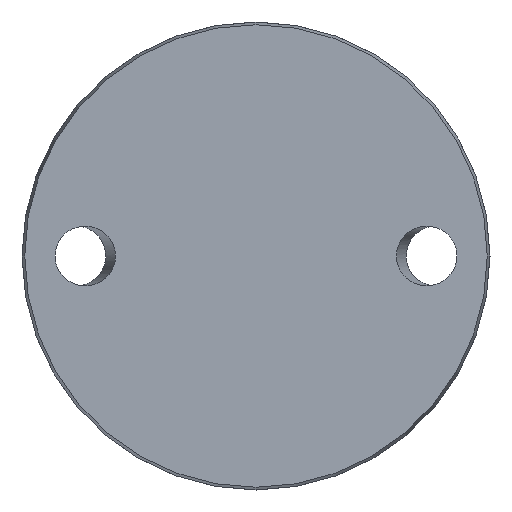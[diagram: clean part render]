
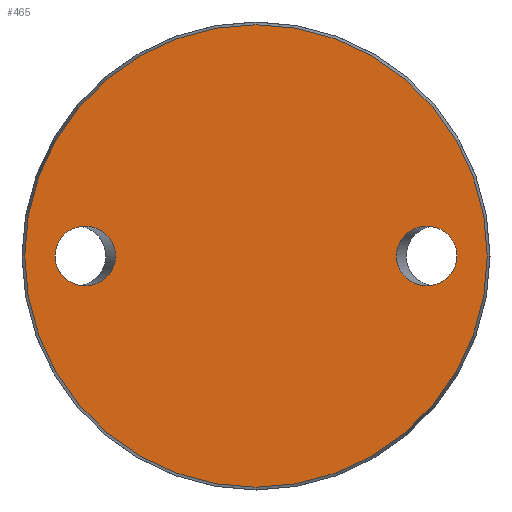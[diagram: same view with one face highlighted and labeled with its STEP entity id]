
A CAD part, front view. The second image highlights one B-rep face of the part: STEP entity #465.
In plain terms, the highlighted planar face has unit normal (0, -1, 0).
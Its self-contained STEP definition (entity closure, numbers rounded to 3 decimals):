
#19 = EDGE_CURVE ( 'NONE', #283, #283, #618, .T. ) ;
#31 = EDGE_CURVE ( 'NONE', #765, #765, #479, .T. ) ;
#81 = CARTESIAN_POINT ( 'NONE',  ( -42.087, 0., 0. ) ) ;
#87 = VERTEX_POINT ( 'NONE', #406 ) ;
#143 = CARTESIAN_POINT ( 'NONE',  ( -42.087, 0., 0. ) ) ;
#148 = CARTESIAN_POINT ( 'NONE',  ( -29.413, 0., 0. ) ) ;
#168 = FACE_OUTER_BOUND ( 'NONE', #187, .T. ) ;
#183 = EDGE_CURVE ( 'NONE', #87, #87, #569, .T. ) ;
#187 = EDGE_LOOP ( 'NONE', ( #715 ) ) ;
#210 = DIRECTION ( 'NONE',  ( 0., 0., -1. ) ) ;
#214 = CARTESIAN_POINT ( 'NONE',  ( 0., 0., 0. ) ) ;
#220 = FACE_BOUND ( 'NONE', #428, .T. ) ;
#258 = AXIS2_PLACEMENT_3D ( 'NONE', #214, #493, #210 ) ;
#267 = CARTESIAN_POINT ( 'NONE',  ( 42.087, 0., -12.5 ) ) ;
#272 = DIRECTION ( 'NONE',  ( 0., 1., 0. ) ) ;
#274 = CARTESIAN_POINT ( 'NONE',  ( 42.087, 0., 0. ) ) ;
#283 = VERTEX_POINT ( 'NONE', #514 ) ;
#286 = ORIENTED_EDGE ( 'NONE', *, *, #31, .T. ) ;
#388 = CARTESIAN_POINT ( 'NONE',  ( 29.413, 0., 12.5 ) ) ;
#406 = CARTESIAN_POINT ( 'NONE',  ( 0., 0., -48.425 ) ) ;
#428 = EDGE_LOOP ( 'NONE', ( #551 ) ) ;
#442 = CARTESIAN_POINT ( 'NONE',  ( -29.413, 0., 12.5 ) ) ;
#456 = CARTESIAN_POINT ( 'NONE',  ( 42.087, 0., 0. ) ) ;
#462 = PLANE ( 'NONE',  #760 ) ;
#465 = ADVANCED_FACE ( 'NONE', ( #220, #629, #168 ), #462, .F. ) ;
#479 =( BOUNDED_CURVE ( )  B_SPLINE_CURVE ( 3, ( #565, #267, #747, #683, #388, #625, #274 ),
 .UNSPECIFIED., .T., .T. ) 
 B_SPLINE_CURVE_WITH_KNOTS ( ( 4, 3, 4 ),
 ( 0., 3.142, 6.283 ),
 .UNSPECIFIED. ) 
 CURVE ( )  GEOMETRIC_REPRESENTATION_ITEM ( )  RATIONAL_B_SPLINE_CURVE ( ( 1., 0.333, 0.333, 1., 0.333, 0.333, 1. ) ) 
 REPRESENTATION_ITEM ( '' )  );
#493 = DIRECTION ( 'NONE',  ( 0., -1., 0. ) ) ;
#514 = CARTESIAN_POINT ( 'NONE',  ( -42.087, 0., 0. ) ) ;
#551 = ORIENTED_EDGE ( 'NONE', *, *, #19, .T. ) ;
#555 = CARTESIAN_POINT ( 'NONE',  ( -42.087, 0., -12.5 ) ) ;
#565 = CARTESIAN_POINT ( 'NONE',  ( 42.087, 0., 0. ) ) ;
#569 = CIRCLE ( 'NONE', #258, 48.425 ) ;
#618 =( BOUNDED_CURVE ( )  B_SPLINE_CURVE ( 3, ( #143, #742, #442, #148, #678, #555, #81 ),
 .UNSPECIFIED., .T., .T. ) 
 B_SPLINE_CURVE_WITH_KNOTS ( ( 4, 3, 4 ),
 ( 0., 3.142, 6.283 ),
 .UNSPECIFIED. ) 
 CURVE ( )  GEOMETRIC_REPRESENTATION_ITEM ( )  RATIONAL_B_SPLINE_CURVE ( ( 1., 0.333, 0.333, 1., 0.333, 0.333, 1. ) ) 
 REPRESENTATION_ITEM ( '' )  );
#625 = CARTESIAN_POINT ( 'NONE',  ( 42.087, 0., 12.5 ) ) ;
#629 = FACE_BOUND ( 'NONE', #659, .T. ) ;
#659 = EDGE_LOOP ( 'NONE', ( #286 ) ) ;
#678 = CARTESIAN_POINT ( 'NONE',  ( -29.413, 0., -12.5 ) ) ;
#683 = CARTESIAN_POINT ( 'NONE',  ( 29.413, 0., 0. ) ) ;
#701 = DIRECTION ( 'NONE',  ( 0., 0., 1. ) ) ;
#715 = ORIENTED_EDGE ( 'NONE', *, *, #183, .T. ) ;
#742 = CARTESIAN_POINT ( 'NONE',  ( -42.087, 0., 12.5 ) ) ;
#747 = CARTESIAN_POINT ( 'NONE',  ( 29.413, 0., -12.5 ) ) ;
#760 = AXIS2_PLACEMENT_3D ( 'NONE', #770, #272, #701 ) ;
#765 = VERTEX_POINT ( 'NONE', #456 ) ;
#770 = CARTESIAN_POINT ( 'NONE',  ( -48.425, 0., 0. ) ) ;
